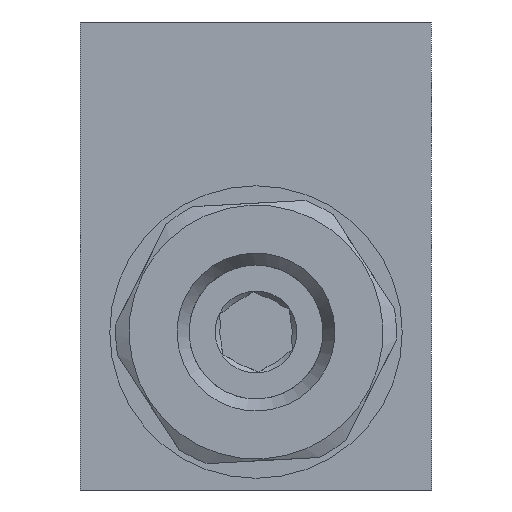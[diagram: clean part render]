
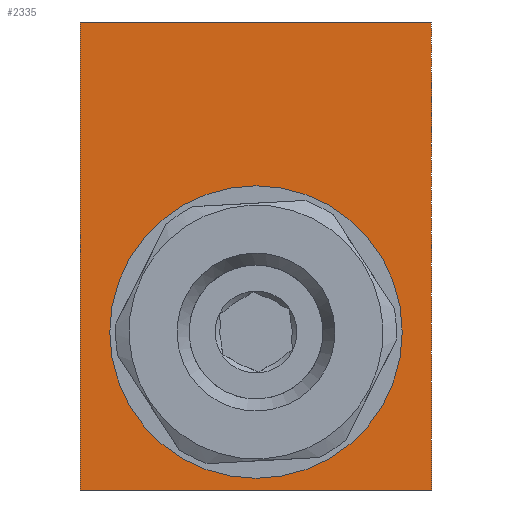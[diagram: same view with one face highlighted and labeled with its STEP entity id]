
A CAD part, front view. The second image highlights one B-rep face of the part: STEP entity #2335.
In plain terms, the highlighted planar face has unit normal (0, -1, 0).
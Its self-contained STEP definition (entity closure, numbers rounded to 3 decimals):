
#167=CIRCLE('',#2506,12.5);
#563=ORIENTED_EDGE('',*,*,#836,.T.);
#564=ORIENTED_EDGE('',*,*,#824,.F.);
#565=ORIENTED_EDGE('',*,*,#835,.F.);
#566=ORIENTED_EDGE('',*,*,#830,.F.);
#567=ORIENTED_EDGE('',*,*,#827,.F.);
#824=EDGE_CURVE('',#987,#988,#1107,.T.);
#827=EDGE_CURVE('',#988,#990,#1110,.T.);
#830=EDGE_CURVE('',#990,#992,#1113,.T.);
#835=EDGE_CURVE('',#992,#987,#1116,.T.);
#836=EDGE_CURVE('',#995,#995,#167,.T.);
#987=VERTEX_POINT('',#3539);
#988=VERTEX_POINT('',#3541);
#990=VERTEX_POINT('',#3547);
#992=VERTEX_POINT('',#3553);
#995=VERTEX_POINT('',#3564);
#1107=LINE('',#3540,#1215);
#1110=LINE('',#3546,#1218);
#1113=LINE('',#3552,#1221);
#1116=LINE('',#3561,#1224);
#1215=VECTOR('',#2920,1000.);
#1218=VECTOR('',#2925,1000.);
#1221=VECTOR('',#2930,1000.);
#1224=VECTOR('',#2939,1000.);
#1325=EDGE_LOOP('',(#563));
#1326=EDGE_LOOP('',(#564,#565,#566,#567));
#1461=FACE_BOUND('',#1325,.T.);
#1462=FACE_BOUND('',#1326,.T.);
#1543=PLANE('',#2505);
#2335=ADVANCED_FACE('',(#1461,#1462),#1543,.F.);
#2505=AXIS2_PLACEMENT_3D('',#3562,#2940,#2941);
#2506=AXIS2_PLACEMENT_3D('',#3563,#2942,#2943);
#2920=DIRECTION('',(0.,0.,-1.));
#2925=DIRECTION('',(-1.,0.,0.));
#2930=DIRECTION('',(0.,0.,1.));
#2939=DIRECTION('',(1.,0.,0.));
#2940=DIRECTION('',(0.,1.,0.));
#2941=DIRECTION('',(0.,0.,1.));
#2942=DIRECTION('',(0.,1.,0.));
#2943=DIRECTION('',(0.,0.,-1.));
#3539=CARTESIAN_POINT('',(15.,-32.5,26.5));
#3540=CARTESIAN_POINT('',(15.,-32.5,26.5));
#3541=CARTESIAN_POINT('',(15.,-32.5,-13.5));
#3546=CARTESIAN_POINT('',(15.,-32.5,-13.5));
#3547=CARTESIAN_POINT('',(-15.,-32.5,-13.5));
#3552=CARTESIAN_POINT('',(-15.,-32.5,-13.5));
#3553=CARTESIAN_POINT('',(-15.,-32.5,26.5));
#3561=CARTESIAN_POINT('',(-15.,-32.5,26.5));
#3562=CARTESIAN_POINT('',(0.,-32.5,0.));
#3563=CARTESIAN_POINT('',(0.,-32.5,0.));
#3564=CARTESIAN_POINT('',(0.,-32.5,-12.5));
